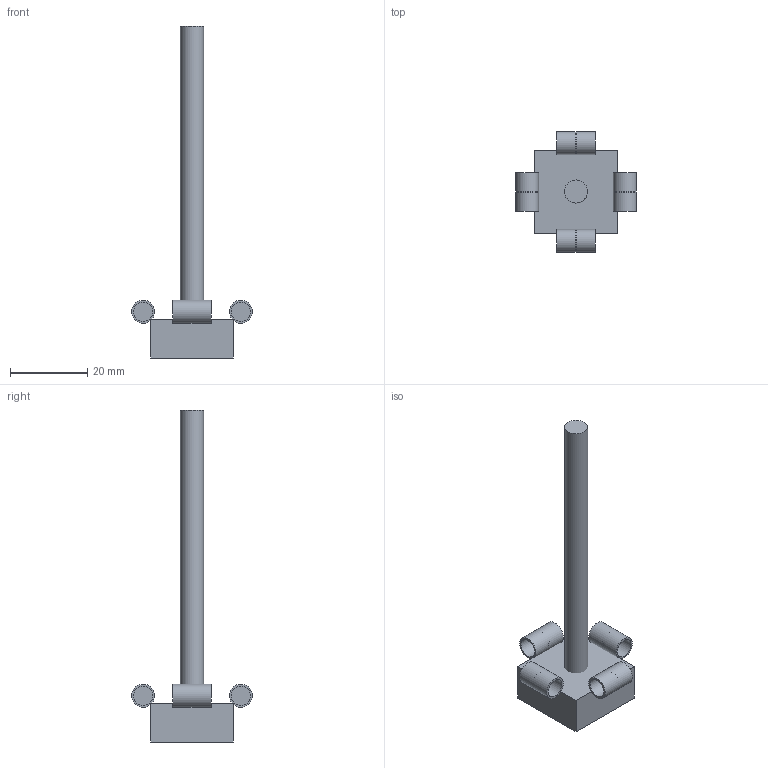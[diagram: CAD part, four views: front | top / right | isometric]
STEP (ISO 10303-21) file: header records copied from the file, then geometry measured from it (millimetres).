
FILE_DESCRIPTION(('FreeCAD Model'),'2;1');
FILE_NAME('Open CASCADE Shape Model','2025-07-23T19:35:48',('Author'),( ''),'Open CASCADE STEP processor 7.8','FreeCAD','Unknown');
FILE_SCHEMA(('AUTOMOTIVE_DESIGN { 1 0 10303 214 1 1 1 1 }'));
Length unit declared in the file: millimetre
Products named in the file (18): DND_Board_Stand; Extrude; Extrude001; Extrude002; Extrude003; Tube; Extrude004; Extrude005; Extrude006; Extrude007; Extrude008; Extrude009; Extrude010; Tube001; Tube002; Tube003; Circle; Rectangle
Assembly tree (17 placements, depth 2):
  DND_Board_Stand
    Extrude
    Extrude001
    Extrude002
    Extrude003
    Tube
    Extrude004
    Extrude005
    Extrude006
    Extrude007
    Extrude008
    Extrude009
    Extrude010
    Tube001
    Tube002
    Tube003
    Circle
    Rectangle
Bounding box: 31.4 x 31.4 x 86.2 mm (x, y, z)
Volume: 14462.4 mm3; surface area: 9237.3 mm2
Topology: 15 solids, 17 shells, 57 faces, 80 edges, 55 vertices
Faces by surface type: plane 40, cylinder 17
Full cylindrical faces by diameter (mm): 5 x4, 5.5 x7, 6 x6
Entity records: 1700 total; most frequent: DIRECTION 265, CARTESIAN_POINT 210, ORIENTED_EDGE 155, AXIS2_PLACEMENT_3D 110, EDGE_CURVE 80, FACE_BOUND 65, EDGE_LOOP 65, ADVANCED_FACE 57
